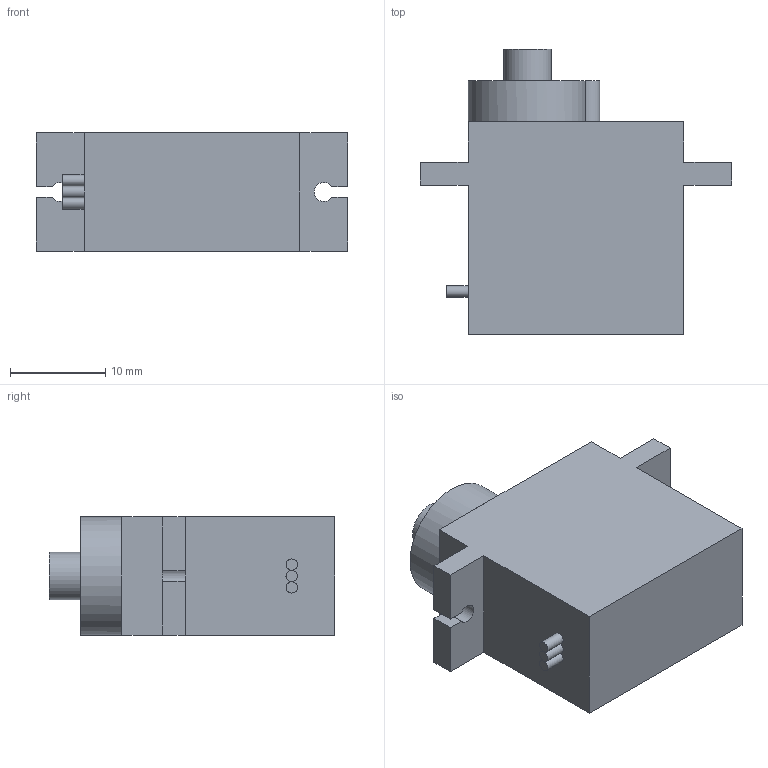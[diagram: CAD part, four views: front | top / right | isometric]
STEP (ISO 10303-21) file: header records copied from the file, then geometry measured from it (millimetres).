
FILE_DESCRIPTION(/* description */ ('STEP AP214'),/* implementation_level */ '2;1');
FILE_NAME(/* name */ '6772cf8e29831b771dc8354c',/* time_stamp */ '2024-12-30T16:51:26Z',/* author */ (''),/* organization */ (''),/* preprocessor_version */ 'ST-DEVELOPER v20',/* originating_system */ 'ONSHAPE BY PTC INC, 1.191',/* authorisation */ ' ');
FILE_SCHEMA (('AUTOMOTIVE_DESIGN {1 0 10303 214 3 1 1}'));
Length unit declared in the file: metre
Products named in the file (1): Servo Motor
Bounding box: 32.6 x 29.9 x 12.4 mm (x, y, z)
Volume: 7128.4 mm3; surface area: 2686.9 mm2
Topology: 1 solids, 1 shells, 35 faces, 86 edges, 55 vertices
Faces by surface type: plane 27, cylinder 8
Full cylindrical faces by diameter (mm): 1.18 x2, 1.2 x1, 5 x1
Entity records: 1040 total; most frequent: DIRECTION 173, CARTESIAN_POINT 171, ORIENTED_EDGE 162, EDGE_CURVE 81, LINE 61, VECTOR 61, AXIS2_PLACEMENT_3D 56, VERTEX_POINT 54
